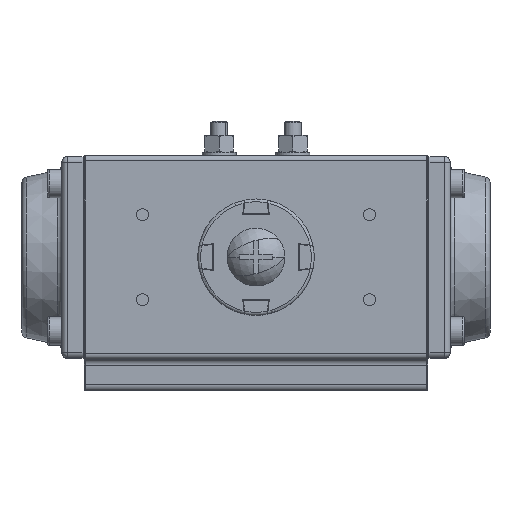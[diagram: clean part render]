
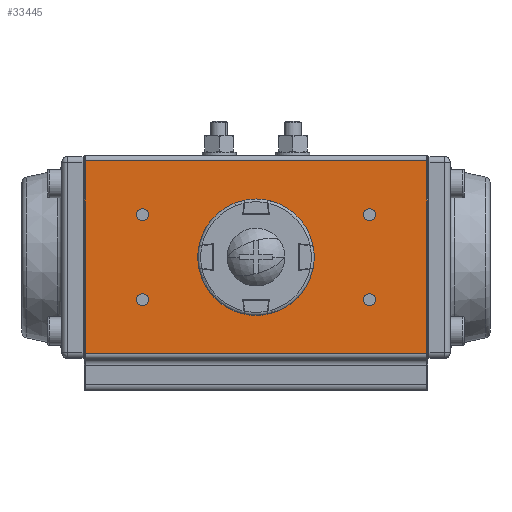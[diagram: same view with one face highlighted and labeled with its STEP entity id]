
A CAD part, top view. The second image highlights one B-rep face of the part: STEP entity #33445.
In plain terms, the highlighted planar face has unit normal (0, 0, 1).
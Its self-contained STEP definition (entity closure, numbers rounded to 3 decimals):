
#33306=CARTESIAN_POINT('',(-60.5,34.,144.5));
#33307=DIRECTION('',(-0.,-0.,-1.));
#33308=DIRECTION('',(-0.,-1.,0.));
#33309=AXIS2_PLACEMENT_3D('',#33306,#33307,#33308);
#33310=PLANE('',#33309);
#33311=CARTESIAN_POINT('',(37.9,15.,144.5));
#33312=VERTEX_POINT('',#33311);
#33313=CARTESIAN_POINT('',(42.1,15.,144.5));
#33314=VERTEX_POINT('',#33313);
#33315=CARTESIAN_POINT('',(40.,15.,144.5));
#33316=DIRECTION('',(0.,0.,1.));
#33317=DIRECTION('',(-1.,0.,0.));
#33318=AXIS2_PLACEMENT_3D('',#33315,#33316,#33317);
#33319=CIRCLE('',#33318,2.1);
#33320=EDGE_CURVE('NONE',#33312,#33314,#33319,.T.);
#33321=ORIENTED_EDGE('',*,*,#33320,.F.);
#33322=CARTESIAN_POINT('',(40.,15.,144.5));
#33323=DIRECTION('',(0.,0.,1.));
#33324=DIRECTION('',(-1.,0.,0.));
#33325=AXIS2_PLACEMENT_3D('',#33322,#33323,#33324);
#33326=CIRCLE('',#33325,2.1);
#33327=EDGE_CURVE('NONE',#33314,#33312,#33326,.T.);
#33328=ORIENTED_EDGE('',*,*,#33327,.F.);
#33329=EDGE_LOOP('',(#33321,#33328));
#33330=FACE_BOUND('',#33329,.T.);
#33331=CARTESIAN_POINT('',(37.9,-15.,144.5));
#33332=VERTEX_POINT('',#33331);
#33333=CARTESIAN_POINT('',(42.1,-15.,144.5));
#33334=VERTEX_POINT('',#33333);
#33335=CARTESIAN_POINT('',(40.,-15.,144.5));
#33336=DIRECTION('',(0.,0.,1.));
#33337=DIRECTION('',(-1.,0.,0.));
#33338=AXIS2_PLACEMENT_3D('',#33335,#33336,#33337);
#33339=CIRCLE('',#33338,2.1);
#33340=EDGE_CURVE('NONE',#33332,#33334,#33339,.T.);
#33341=ORIENTED_EDGE('',*,*,#33340,.F.);
#33342=CARTESIAN_POINT('',(40.,-15.,144.5));
#33343=DIRECTION('',(0.,0.,1.));
#33344=DIRECTION('',(-1.,0.,0.));
#33345=AXIS2_PLACEMENT_3D('',#33342,#33343,#33344);
#33346=CIRCLE('',#33345,2.1);
#33347=EDGE_CURVE('NONE',#33334,#33332,#33346,.T.);
#33348=ORIENTED_EDGE('',*,*,#33347,.F.);
#33349=EDGE_LOOP('',(#33341,#33348));
#33350=FACE_BOUND('',#33349,.T.);
#33351=CARTESIAN_POINT('',(-60.279,-34.,144.5));
#33352=VERTEX_POINT('',#33351);
#33353=CARTESIAN_POINT('',(60.279,-34.,144.5));
#33354=VERTEX_POINT('',#33353);
#33355=CARTESIAN_POINT('',(-60.279,-34.,144.5));
#33356=DIRECTION('',(1.,-0.,-0.));
#33357=VECTOR('',#33356,120.558);
#33358=LINE('',#33355,#33357);
#33359=EDGE_CURVE('',#33352,#33354,#33358,.T.);
#33360=ORIENTED_EDGE('',*,*,#33359,.T.);
#33361=CARTESIAN_POINT('',(60.279,34.,144.5));
#33362=VERTEX_POINT('',#33361);
#33363=CARTESIAN_POINT('',(60.279,-34.,144.5));
#33364=DIRECTION('',(0.,1.,-0.));
#33365=VECTOR('',#33364,68.);
#33366=LINE('',#33363,#33365);
#33367=EDGE_CURVE('',#33354,#33362,#33366,.T.);
#33368=ORIENTED_EDGE('',*,*,#33367,.T.);
#33369=CARTESIAN_POINT('',(-60.279,34.,144.5));
#33370=VERTEX_POINT('',#33369);
#33371=CARTESIAN_POINT('',(-60.279,34.,144.5));
#33372=DIRECTION('',(1.,-0.,-0.));
#33373=VECTOR('',#33372,120.558);
#33374=LINE('',#33371,#33373);
#33375=EDGE_CURVE('',#33370,#33362,#33374,.T.);
#33376=ORIENTED_EDGE('',*,*,#33375,.F.);
#33377=CARTESIAN_POINT('',(-60.279,34.,144.5));
#33378=DIRECTION('',(-0.,-1.,0.));
#33379=VECTOR('',#33378,68.);
#33380=LINE('',#33377,#33379);
#33381=EDGE_CURVE('',#33370,#33352,#33380,.T.);
#33382=ORIENTED_EDGE('',*,*,#33381,.T.);
#33383=EDGE_LOOP('',(#33360,#33368,#33376,#33382));
#33384=FACE_BOUND('',#33383,.T.);
#33385=CARTESIAN_POINT('',(-42.1,15.,144.5));
#33386=VERTEX_POINT('',#33385);
#33387=CARTESIAN_POINT('',(-37.9,15.,144.5));
#33388=VERTEX_POINT('',#33387);
#33389=CARTESIAN_POINT('',(-40.,15.,144.5));
#33390=DIRECTION('',(0.,0.,1.));
#33391=DIRECTION('',(-1.,0.,0.));
#33392=AXIS2_PLACEMENT_3D('',#33389,#33390,#33391);
#33393=CIRCLE('',#33392,2.1);
#33394=EDGE_CURVE('NONE',#33386,#33388,#33393,.T.);
#33395=ORIENTED_EDGE('',*,*,#33394,.F.);
#33396=CARTESIAN_POINT('',(-40.,15.,144.5));
#33397=DIRECTION('',(0.,0.,1.));
#33398=DIRECTION('',(-1.,0.,0.));
#33399=AXIS2_PLACEMENT_3D('',#33396,#33397,#33398);
#33400=CIRCLE('',#33399,2.1);
#33401=EDGE_CURVE('NONE',#33388,#33386,#33400,.T.);
#33402=ORIENTED_EDGE('',*,*,#33401,.F.);
#33403=EDGE_LOOP('',(#33395,#33402));
#33404=FACE_BOUND('',#33403,.T.);
#33405=CARTESIAN_POINT('',(-42.1,-15.,144.5));
#33406=VERTEX_POINT('',#33405);
#33407=CARTESIAN_POINT('',(-37.9,-15.,144.5));
#33408=VERTEX_POINT('',#33407);
#33409=CARTESIAN_POINT('',(-40.,-15.,144.5));
#33410=DIRECTION('',(0.,0.,1.));
#33411=DIRECTION('',(-1.,0.,0.));
#33412=AXIS2_PLACEMENT_3D('',#33409,#33410,#33411);
#33413=CIRCLE('',#33412,2.1);
#33414=EDGE_CURVE('NONE',#33406,#33408,#33413,.T.);
#33415=ORIENTED_EDGE('',*,*,#33414,.F.);
#33416=CARTESIAN_POINT('',(-40.,-15.,144.5));
#33417=DIRECTION('',(0.,0.,1.));
#33418=DIRECTION('',(-1.,0.,0.));
#33419=AXIS2_PLACEMENT_3D('',#33416,#33417,#33418);
#33420=CIRCLE('',#33419,2.1);
#33421=EDGE_CURVE('NONE',#33408,#33406,#33420,.T.);
#33422=ORIENTED_EDGE('',*,*,#33421,.F.);
#33423=EDGE_LOOP('',(#33415,#33422));
#33424=FACE_BOUND('',#33423,.T.);
#33425=CARTESIAN_POINT('',(-9.,0.,144.5));
#33426=VERTEX_POINT('',#33425);
#33427=CARTESIAN_POINT('',(9.,0.,144.5));
#33428=VERTEX_POINT('',#33427);
#33429=CARTESIAN_POINT('',(0.,0.,144.5));
#33430=DIRECTION('',(-0.,-0.,-1.));
#33431=DIRECTION('',(-0.,-1.,0.));
#33432=AXIS2_PLACEMENT_3D('',#33429,#33430,#33431);
#33433=CIRCLE('',#33432,9.);
#33434=EDGE_CURVE('',#33426,#33428,#33433,.T.);
#33435=ORIENTED_EDGE('',*,*,#33434,.T.);
#33436=CARTESIAN_POINT('',(0.,0.,144.5));
#33437=DIRECTION('',(-0.,-0.,-1.));
#33438=DIRECTION('',(-0.,-1.,0.));
#33439=AXIS2_PLACEMENT_3D('',#33436,#33437,#33438);
#33440=CIRCLE('',#33439,9.);
#33441=EDGE_CURVE('',#33428,#33426,#33440,.T.);
#33442=ORIENTED_EDGE('',*,*,#33441,.T.);
#33443=EDGE_LOOP('',(#33435,#33442));
#33444=FACE_BOUND('',#33443,.T.);
#33445=ADVANCED_FACE('',(#33330,#33350,#33384,#33404,#33424,#33444),#33310,.F.);
